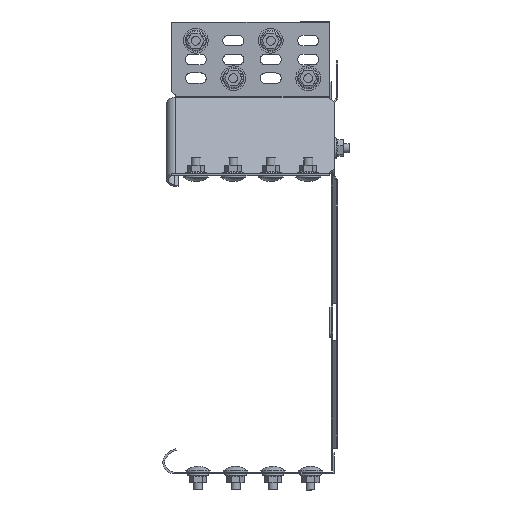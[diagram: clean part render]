
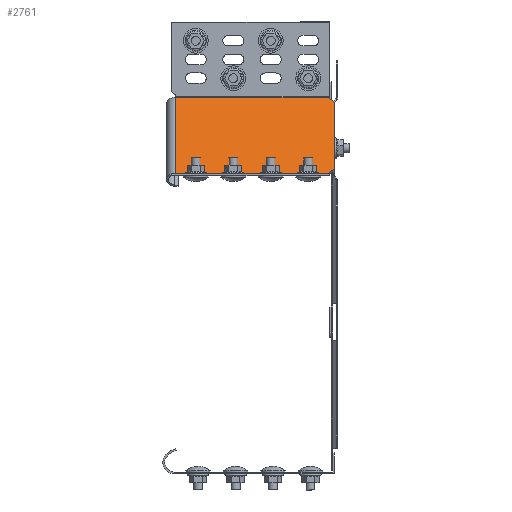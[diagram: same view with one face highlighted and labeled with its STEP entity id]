
A CAD part, left-side view. The second image highlights one B-rep face of the part: STEP entity #2761.
In plain terms, the highlighted face is planar.
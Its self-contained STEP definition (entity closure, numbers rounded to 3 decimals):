
#114 = DIRECTION ( 'NONE',  ( -1., 0., 0. ) ) ;
#336 = DIRECTION ( 'NONE',  ( 1., 0., 0. ) ) ;
#828 = DIRECTION ( 'NONE',  ( 0., -1., 0. ) ) ;
#1011 = EDGE_LOOP ( 'NONE', ( #5232, #6891, #10385, #2783, #1351, #1457, #9036, #11169 ) ) ;
#1144 = LINE ( 'NONE', #12152, #13325 ) ;
#1245 = FACE_OUTER_BOUND ( 'NONE', #1011, .T. ) ;
#1351 = ORIENTED_EDGE ( 'NONE', *, *, #1985, .F. ) ;
#1432 = CARTESIAN_POINT ( 'NONE',  ( -35., 21., 0. ) ) ;
#1450 = LINE ( 'NONE', #10508, #8549 ) ;
#1457 = ORIENTED_EDGE ( 'NONE', *, *, #14393, .F. ) ;
#1985 = EDGE_CURVE ( 'NONE', #3336, #6707, #7065, .T. ) ;
#2623 = LINE ( 'NONE', #8059, #13807 ) ;
#2761 = ADVANCED_FACE ( 'NONE', ( #1245 ), #13959, .F. ) ;
#2783 = ORIENTED_EDGE ( 'NONE', *, *, #6687, .F. ) ;
#3336 = VERTEX_POINT ( 'NONE', #7929 ) ;
#3907 = LINE ( 'NONE', #5327, #3909 ) ;
#3909 = VECTOR ( 'NONE', #9560, 1000. ) ;
#3960 = VECTOR ( 'NONE', #114, 1000. ) ;
#4534 = VERTEX_POINT ( 'NONE', #12729 ) ;
#4696 = CARTESIAN_POINT ( 'NONE',  ( -36., 21., 0. ) ) ;
#4799 = DIRECTION ( 'NONE',  ( 0., 0., 1. ) ) ;
#5232 = ORIENTED_EDGE ( 'NONE', *, *, #10688, .F. ) ;
#5327 = CARTESIAN_POINT ( 'NONE',  ( -14., 0., 0. ) ) ;
#5590 = DIRECTION ( 'NONE',  ( 0., -1., 0. ) ) ;
#5724 = VERTEX_POINT ( 'NONE', #5893 ) ;
#5731 = VERTEX_POINT ( 'NONE', #4696 ) ;
#5754 = CARTESIAN_POINT ( 'NONE',  ( -37.039, 123.5, 0. ) ) ;
#5893 = CARTESIAN_POINT ( 'NONE',  ( 36., 123.5, 0. ) ) ;
#6275 = DIRECTION ( 'NONE',  ( 0.707, 0.707, 0. ) ) ;
#6323 = LINE ( 'NONE', #8612, #7953 ) ;
#6524 = EDGE_CURVE ( 'NONE', #5731, #7141, #2623, .T. ) ;
#6687 = EDGE_CURVE ( 'NONE', #6707, #4534, #1450, .T. ) ;
#6707 = VERTEX_POINT ( 'NONE', #9822 ) ;
#6872 = EDGE_CURVE ( 'NONE', #5724, #7415, #1144, .T. ) ;
#6891 = ORIENTED_EDGE ( 'NONE', *, *, #6872, .T. ) ;
#7065 = LINE ( 'NONE', #7133, #11462 ) ;
#7133 = CARTESIAN_POINT ( 'NONE',  ( -37.039, 17.46, 0. ) ) ;
#7141 = VERTEX_POINT ( 'NONE', #1432 ) ;
#7415 = VERTEX_POINT ( 'NONE', #8840 ) ;
#7737 = DIRECTION ( 'NONE',  ( 1., 0., 0. ) ) ;
#7929 = CARTESIAN_POINT ( 'NONE',  ( -31.46, 17.46, 0. ) ) ;
#7953 = VECTOR ( 'NONE', #828, 1000. ) ;
#8059 = CARTESIAN_POINT ( 'NONE',  ( -35., 21., 0. ) ) ;
#8549 = VECTOR ( 'NONE', #6275, 1000. ) ;
#8612 = CARTESIAN_POINT ( 'NONE',  ( -36., 125., 0. ) ) ;
#8840 = CARTESIAN_POINT ( 'NONE',  ( 36., 21., 0. ) ) ;
#8995 = LINE ( 'NONE', #13553, #10793 ) ;
#9036 = ORIENTED_EDGE ( 'NONE', *, *, #6524, .F. ) ;
#9093 = LINE ( 'NONE', #5754, #3960 ) ;
#9560 = DIRECTION ( 'NONE',  ( 0.707, -0.707, 0. ) ) ;
#9822 = CARTESIAN_POINT ( 'NONE',  ( 31.46, 17.46, 0. ) ) ;
#9981 = VERTEX_POINT ( 'NONE', #14043 ) ;
#10380 = DIRECTION ( 'NONE',  ( 1., 0., 0. ) ) ;
#10385 = ORIENTED_EDGE ( 'NONE', *, *, #13727, .F. ) ;
#10508 = CARTESIAN_POINT ( 'NONE',  ( 14., 0., 0. ) ) ;
#10624 = DIRECTION ( 'NONE',  ( 1., 0., 0. ) ) ;
#10688 = EDGE_CURVE ( 'NONE', #5724, #9981, #9093, .T. ) ;
#10793 = VECTOR ( 'NONE', #7737, 1000. ) ;
#11169 = ORIENTED_EDGE ( 'NONE', *, *, #13942, .F. ) ;
#11425 = CARTESIAN_POINT ( 'NONE',  ( -37.039, 125., 0. ) ) ;
#11462 = VECTOR ( 'NONE', #10624, 1000. ) ;
#12152 = CARTESIAN_POINT ( 'NONE',  ( 36., 125., 0. ) ) ;
#12729 = CARTESIAN_POINT ( 'NONE',  ( 35., 21., 0. ) ) ;
#13325 = VECTOR ( 'NONE', #5590, 1000. ) ;
#13553 = CARTESIAN_POINT ( 'NONE',  ( 35., 21., 0. ) ) ;
#13727 = EDGE_CURVE ( 'NONE', #4534, #7415, #8995, .T. ) ;
#13807 = VECTOR ( 'NONE', #336, 1000. ) ;
#13942 = EDGE_CURVE ( 'NONE', #9981, #5731, #6323, .T. ) ;
#13959 = PLANE ( 'NONE',  #14306 ) ;
#14043 = CARTESIAN_POINT ( 'NONE',  ( -36., 123.5, 0. ) ) ;
#14306 = AXIS2_PLACEMENT_3D ( 'NONE', #11425, #4799, #10380 ) ;
#14393 = EDGE_CURVE ( 'NONE', #7141, #3336, #3907, .T. ) ;
